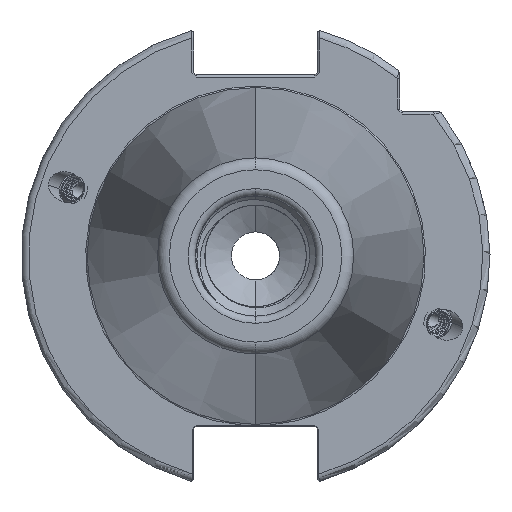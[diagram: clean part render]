
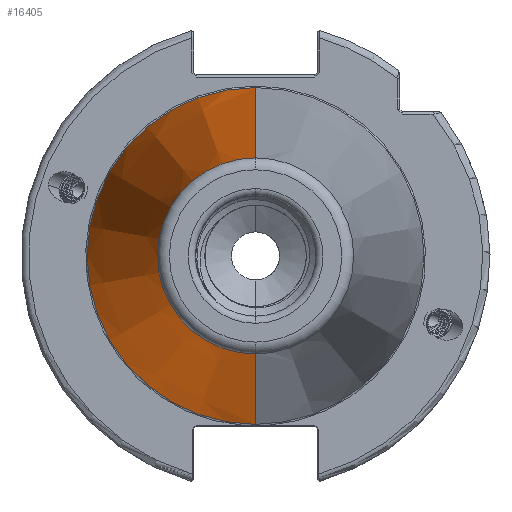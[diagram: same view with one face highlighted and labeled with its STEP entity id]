
A CAD part, left-side view. The second image highlights one B-rep face of the part: STEP entity #16405.
In plain terms, the highlighted conical face has half-angle 8.297 degrees and reference radius 35.392 mm.
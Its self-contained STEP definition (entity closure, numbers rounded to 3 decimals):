
#89 = AXIS2_PLACEMENT_3D ( 'NONE', #10314, #10381, #10371 ) ;
#270 = ORIENTED_EDGE ( 'NONE', *, *, #11589, .F. ) ;
#273 = ORIENTED_EDGE ( 'NONE', *, *, #11627, .F. ) ;
#279 = ORIENTED_EDGE ( 'NONE', *, *, #11595, .F. ) ;
#1594 = ORIENTED_EDGE ( 'NONE', *, *, #11620, .T. ) ;
#1622 = ORIENTED_EDGE ( 'NONE', *, *, #11616, .T. ) ;
#3373 = CIRCLE ( 'NONE', #11738, 20.399 ) ;
#3384 = CIRCLE ( 'NONE', #11701, 35.027 ) ;
#3389 = CIRCLE ( 'NONE', #11691, 35.027 ) ;
#3400 = LINE ( 'NONE', #5772, #3406 ) ;
#3406 = VECTOR ( 'NONE', #5792, 1000. ) ;
#3432 = VECTOR ( 'NONE', #4425, 1000. ) ;
#3468 = LINE ( 'NONE', #4391, #3432 ) ;
#4391 = CARTESIAN_POINT ( 'NONE',  ( 0., 0., -35.392 ) ) ;
#4425 = DIRECTION ( 'NONE',  ( 0.99, 0., -0.144 ) ) ;
#5307 = CARTESIAN_POINT ( 'NONE',  ( -102.811, 0., 20.399 ) ) ;
#5370 = CARTESIAN_POINT ( 'NONE',  ( -102.811, 0., -20.399 ) ) ;
#5461 = CARTESIAN_POINT ( 'NONE',  ( -2.5, 0., 35.027 ) ) ;
#5466 = CARTESIAN_POINT ( 'NONE',  ( -2.5, 0., -35.027 ) ) ;
#5474 = CARTESIAN_POINT ( 'NONE',  ( -2.5, 35.027, 0. ) ) ;
#5689 = DIRECTION ( 'NONE',  ( 1., 0., 0. ) ) ;
#5702 = CARTESIAN_POINT ( 'NONE',  ( -2.5, 0., 0. ) ) ;
#5721 = DIRECTION ( 'NONE',  ( 0., 1., 0. ) ) ;
#5751 = DIRECTION ( 'NONE',  ( 0., 1., 0. ) ) ;
#5753 = CARTESIAN_POINT ( 'NONE',  ( -2.5, 0., 0. ) ) ;
#5760 = DIRECTION ( 'NONE',  ( 1., 0., 0. ) ) ;
#5772 = CARTESIAN_POINT ( 'NONE',  ( 0., 0., 35.392 ) ) ;
#5775 = CARTESIAN_POINT ( 'NONE',  ( -102.811, 0., 0. ) ) ;
#5792 = DIRECTION ( 'NONE',  ( 0.99, 0., 0.144 ) ) ;
#5793 = DIRECTION ( 'NONE',  ( 1., 0., 0. ) ) ;
#5798 = DIRECTION ( 'NONE',  ( 0., 0., 1. ) ) ;
#10314 = CARTESIAN_POINT ( 'NONE',  ( 0., 0., 0. ) ) ;
#10371 = DIRECTION ( 'NONE',  ( 0., 0., -1. ) ) ;
#10381 = DIRECTION ( 'NONE',  ( 1., 0., 0. ) ) ;
#11589 = EDGE_CURVE ( 'NONE', #24645, #24611, #3384, .T. ) ;
#11595 = EDGE_CURVE ( 'NONE', #24623, #24645, #3389, .T. ) ;
#11616 = EDGE_CURVE ( 'NONE', #24607, #24593, #3373, .T. ) ;
#11620 = EDGE_CURVE ( 'NONE', #24593, #24611, #3400, .T. ) ;
#11627 = EDGE_CURVE ( 'NONE', #24607, #24623, #3468, .T. ) ;
#11691 = AXIS2_PLACEMENT_3D ( 'NONE', #5753, #5760, #5751 ) ;
#11701 = AXIS2_PLACEMENT_3D ( 'NONE', #5702, #5689, #5721 ) ;
#11738 = AXIS2_PLACEMENT_3D ( 'NONE', #5775, #5793, #5798 ) ;
#16405 = ADVANCED_FACE ( 'NONE', ( #22174 ), #22201, .T. ) ;
#22174 = FACE_OUTER_BOUND ( 'NONE', #24310, .T. ) ;
#22201 = CONICAL_SURFACE ( 'NONE', #89, 35.392, 0.145 ) ;
#24310 = EDGE_LOOP ( 'NONE', ( #1622, #1594, #270, #279, #273 ) ) ;
#24593 = VERTEX_POINT ( 'NONE', #5307 ) ;
#24607 = VERTEX_POINT ( 'NONE', #5370 ) ;
#24611 = VERTEX_POINT ( 'NONE', #5461 ) ;
#24623 = VERTEX_POINT ( 'NONE', #5466 ) ;
#24645 = VERTEX_POINT ( 'NONE', #5474 ) ;
